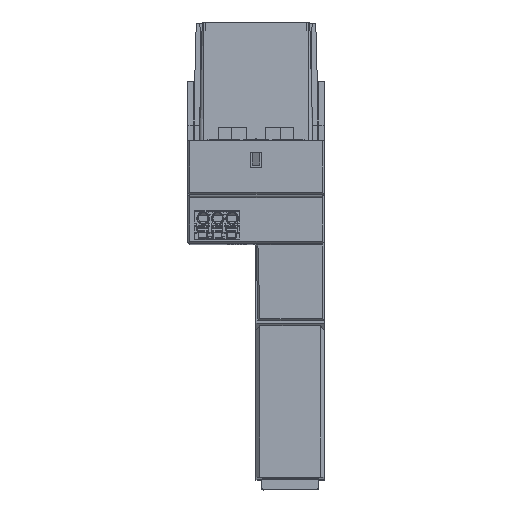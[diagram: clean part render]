
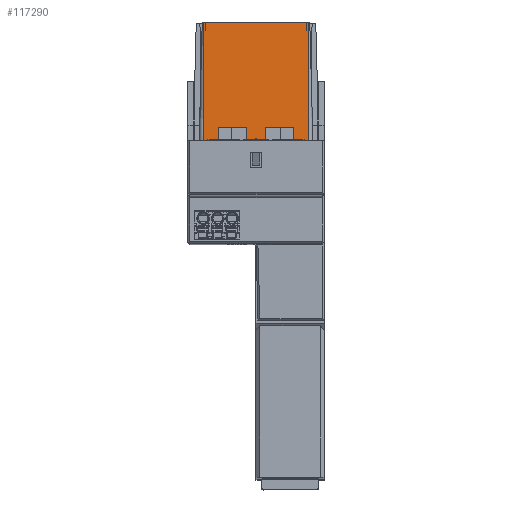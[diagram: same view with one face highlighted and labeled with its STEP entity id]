
A CAD part, top view. The second image highlights one B-rep face of the part: STEP entity #117290.
In plain terms, the highlighted face is planar.
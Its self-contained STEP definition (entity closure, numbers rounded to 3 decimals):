
#73982=DIRECTION('',(0.,0.,-1.));
#73983=VECTOR('',#73982,3.9);
#73984=CARTESIAN_POINT('',(-109.873,-27.,13.8));
#73985=LINE('',#73984,#73983);
#73989=DIRECTION('',(0.,0.,-1.));
#73990=VECTOR('',#73989,5.);
#73991=CARTESIAN_POINT('',(-109.873,-27.,2.5));
#73992=LINE('',#73991,#73990);
#73996=DIRECTION('',(0.,0.,-1.));
#73997=VECTOR('',#73996,3.9);
#73998=CARTESIAN_POINT('',(-109.873,-27.,-9.9));
#73999=LINE('',#73998,#73997);
#74718=DIRECTION('',(-0.026,1.,0.));
#74719=VECTOR('',#74718,31.411);
#74720=CARTESIAN_POINT('',(-109.05,-58.4,13.8));
#74721=LINE('',#74720,#74719);
#74804=DIRECTION('',(0.,0.,-1.));
#74805=VECTOR('',#74804,7.4);
#74806=CARTESIAN_POINT('',(-109.781,-30.5,9.9));
#74807=LINE('',#74806,#74805);
#74818=DIRECTION('',(0.026,-1.,0.));
#74819=VECTOR('',#74818,3.501);
#74820=CARTESIAN_POINT('',(-109.873,-27.,9.9));
#74821=LINE('',#74820,#74819);
#74846=DIRECTION('',(0.,0.,-1.));
#74847=VECTOR('',#74846,27.6);
#74848=CARTESIAN_POINT('',(-109.05,-58.4,13.8));
#74849=LINE('',#74848,#74847);
#74853=DIRECTION('',(0.026,-1.,0.));
#74854=VECTOR('',#74853,31.411);
#74855=CARTESIAN_POINT('',(-109.873,-27.,-13.8));
#74856=LINE('',#74855,#74854);
#78024=DIRECTION('',(-0.026,1.,0.));
#78025=VECTOR('',#78024,3.501);
#78026=CARTESIAN_POINT('',(-109.781,-30.5,-9.9));
#78027=LINE('',#78026,#78025);
#78045=DIRECTION('',(0.,0.,-1.));
#78046=VECTOR('',#78045,7.4);
#78047=CARTESIAN_POINT('',(-109.781,-30.5,-2.5));
#78048=LINE('',#78047,#78046);
#78059=DIRECTION('',(0.026,-1.,0.));
#78060=VECTOR('',#78059,3.501);
#78061=CARTESIAN_POINT('',(-109.873,-27.,-2.5));
#78062=LINE('',#78061,#78060);
#78136=DIRECTION('',(-0.026,1.,0.));
#78137=VECTOR('',#78136,3.501);
#78138=CARTESIAN_POINT('',(-109.781,-30.5,2.5));
#78139=LINE('',#78138,#78137);
#95301=CARTESIAN_POINT('',(-109.873,-27.,13.8));
#95302=VERTEX_POINT('',#95301);
#95303=CARTESIAN_POINT('',(-109.873,-27.,9.9));
#95304=VERTEX_POINT('',#95303);
#95309=CARTESIAN_POINT('',(-109.873,-27.,2.5));
#95310=VERTEX_POINT('',#95309);
#95311=CARTESIAN_POINT('',(-109.873,-27.,-2.5));
#95312=VERTEX_POINT('',#95311);
#95317=CARTESIAN_POINT('',(-109.873,-27.,-9.9));
#95318=VERTEX_POINT('',#95317);
#95319=CARTESIAN_POINT('',(-109.873,-27.,-13.8));
#95320=VERTEX_POINT('',#95319);
#95493=CARTESIAN_POINT('',(-109.05,-58.4,13.8));
#95494=VERTEX_POINT('',#95493);
#95503=CARTESIAN_POINT('',(-109.05,-58.4,-13.8));
#95504=VERTEX_POINT('',#95503);
#95513=CARTESIAN_POINT('',(-109.781,-30.5,9.9));
#95514=VERTEX_POINT('',#95513);
#95515=CARTESIAN_POINT('',(-109.781,-30.5,2.5));
#95516=VERTEX_POINT('',#95515);
#95517=CARTESIAN_POINT('',(-109.781,-30.5,-9.9));
#95518=VERTEX_POINT('',#95517);
#95519=CARTESIAN_POINT('',(-109.781,-30.5,-2.5));
#95520=VERTEX_POINT('',#95519);
#117266=CARTESIAN_POINT('',(-109.65,-35.5,15.812));
#117267=DIRECTION('',(-1.,-0.026,0.));
#117268=DIRECTION('',(0.,0.,-1.));
#117269=AXIS2_PLACEMENT_3D('',#117266,#117267,#117268);
#117270=PLANE('',#117269);
#117271=ORIENTED_EDGE('',*,*,#117120,.F.);
#117272=ORIENTED_EDGE('',*,*,#117153,.T.);
#117274=ORIENTED_EDGE('',*,*,#117273,.F.);
#117275=ORIENTED_EDGE('',*,*,#116509,.F.);
#117277=ORIENTED_EDGE('',*,*,#117276,.F.);
#117279=ORIENTED_EDGE('',*,*,#117278,.F.);
#117281=ORIENTED_EDGE('',*,*,#117280,.F.);
#117282=ORIENTED_EDGE('',*,*,#116501,.F.);
#117284=ORIENTED_EDGE('',*,*,#117283,.F.);
#117285=ORIENTED_EDGE('',*,*,#117226,.F.);
#117286=ORIENTED_EDGE('',*,*,#117246,.F.);
#117287=ORIENTED_EDGE('',*,*,#116493,.F.);
#117288=EDGE_LOOP('',(#117271,#117272,#117274,#117275,#117277,#117279,#117281,
#117282,#117284,#117285,#117286,#117287));
#117289=FACE_OUTER_BOUND('',#117288,.F.);
#116493=EDGE_CURVE('',#95302,#95304,#73985,.T.);
#116501=EDGE_CURVE('',#95310,#95312,#73992,.T.);
#116509=EDGE_CURVE('',#95318,#95320,#73999,.T.);
#117120=EDGE_CURVE('',#95494,#95302,#74721,.T.);
#117153=EDGE_CURVE('',#95494,#95504,#74849,.T.);
#117226=EDGE_CURVE('',#95514,#95516,#74807,.T.);
#117246=EDGE_CURVE('',#95304,#95514,#74821,.T.);
#117273=EDGE_CURVE('',#95320,#95504,#74856,.T.);
#117276=EDGE_CURVE('',#95518,#95318,#78027,.T.);
#117278=EDGE_CURVE('',#95520,#95518,#78048,.T.);
#117280=EDGE_CURVE('',#95312,#95520,#78062,.T.);
#117283=EDGE_CURVE('',#95516,#95310,#78139,.T.);
#117290=ADVANCED_FACE('',(#117289),#117270,.T.);
